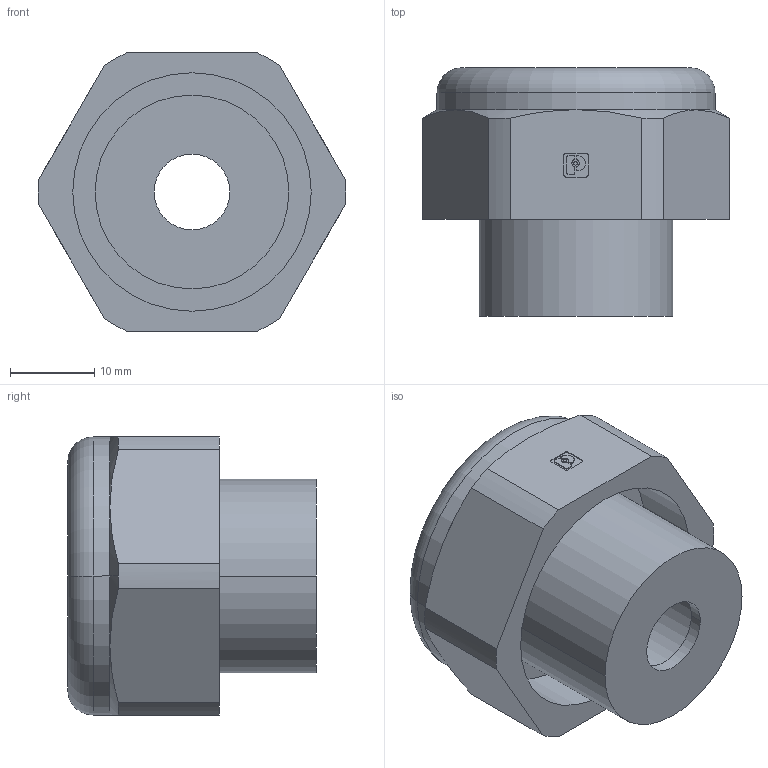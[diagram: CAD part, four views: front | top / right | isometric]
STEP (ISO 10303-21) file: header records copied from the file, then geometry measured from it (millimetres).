
FILE_DESCRIPTION(('Creo Elements/Direct Modeling STEP Export'),'2;1');
FILE_NAME('model.stp','2020-10-30T 8:41:18',(''),(''),'Creo Elements/Direct Modeling STEP processor for AP214 (Solid Model)','Creo Elements/Direct Modeling 20.1A 29-Sep-2018 (C) Parametric Technology GmbH','');
FILE_SCHEMA(('AUTOMOTIVE_DESIGN { 1 0 10303 214 1 1 1 1 }'));
Length unit declared in the file: millimetre
Products named in the file (2): VC-K-KV-PG21_9-13
Assembly tree (1 placements, depth 2):
  VC-K-KV-PG21_9-13
    VC-K-KV-PG21_9-13
Bounding box: 36.5 x 29.5 x 33 mm (x, y, z)
Volume: 15052.5 mm3; surface area: 6829.1 mm2
Topology: 1 solids, 1 shells, 74 faces, 184 edges, 120 vertices
Faces by surface type: cylinder 37, plane 27, cone 8, torus 2
Entity records: 3096 total; most frequent: CARTESIAN_POINT 787, ORIENTED_EDGE 368, DIRECTION 326, EDGE_CURVE 184, AXIS2_PLACEMENT_3D 121, VERTEX_POINT 120, EDGE_LOOP 84, VECTOR 84
